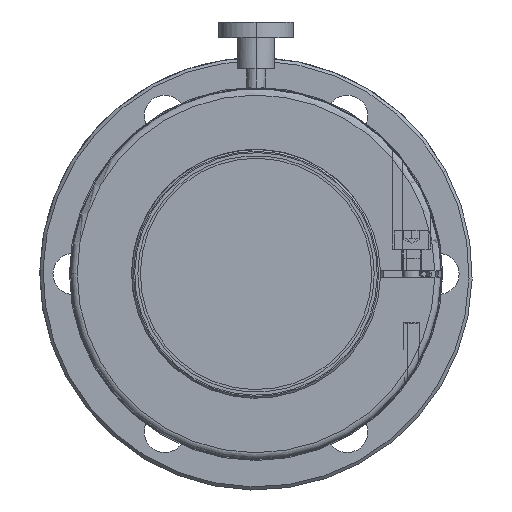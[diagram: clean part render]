
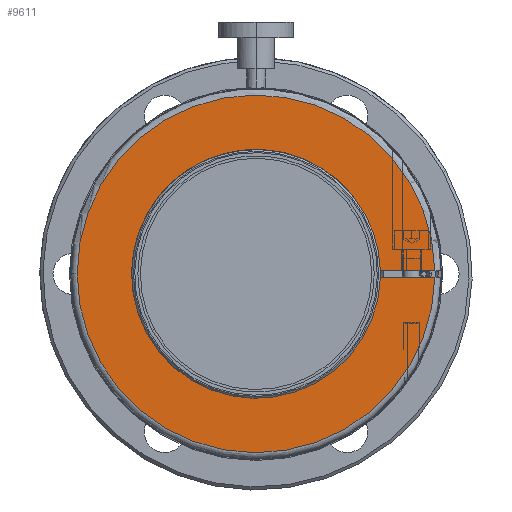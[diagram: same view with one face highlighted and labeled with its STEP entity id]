
A CAD part, front view. The second image highlights one B-rep face of the part: STEP entity #9611.
In plain terms, the highlighted planar face has unit normal (0, -1, 0).
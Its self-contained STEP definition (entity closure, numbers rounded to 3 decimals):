
#8899=AXIS2_PLACEMENT_3D('Circle Axis2P3D',#8897,#8898,$) ;
#9104=AXIS2_PLACEMENT_3D('Circle Axis2P3D',#9102,#9103,$) ;
#9332=AXIS2_PLACEMENT_3D('Circle Axis2P3D',#9330,#9331,$) ;
#9457=AXIS2_PLACEMENT_3D('Circle Axis2P3D',#9455,#9456,$) ;
#9475=AXIS2_PLACEMENT_3D('Circle Axis2P3D',#9473,#9474,$) ;
#9600=AXIS2_PLACEMENT_3D('Plane Axis2P3D',#9597,#9598,#9599) ;
#8781=CARTESIAN_POINT('Line Origine',(24.37,-860.8,0.5)) ;
#8785=CARTESIAN_POINT('Vertex',(19.994,-860.8,0.5)) ;
#8787=CARTESIAN_POINT('Vertex',(28.746,-860.8,0.5)) ;
#8897=CARTESIAN_POINT('Axis2P3D Location',(0.,-860.8,0.)) ;
#8901=CARTESIAN_POINT('Vertex',(17.552,-860.8,9.589)) ;
#9102=CARTESIAN_POINT('Axis2P3D Location',(0.,-860.8,0.)) ;
#9106=CARTESIAN_POINT('Vertex',(-17.552,-860.8,-9.589)) ;
#9162=CARTESIAN_POINT('Line Origine',(24.37,-860.8,-0.5)) ;
#9166=CARTESIAN_POINT('Vertex',(28.746,-860.8,-0.5)) ;
#9168=CARTESIAN_POINT('Vertex',(19.994,-860.8,-0.5)) ;
#9330=CARTESIAN_POINT('Axis2P3D Location',(0.,-860.8,0.)) ;
#9334=CARTESIAN_POINT('Vertex',(-28.75,-860.8,0.)) ;
#9455=CARTESIAN_POINT('Axis2P3D Location',(0.,-860.8,0.)) ;
#9473=CARTESIAN_POINT('Axis2P3D Location',(0.,-860.8,0.)) ;
#9597=CARTESIAN_POINT('Axis2P3D Location',(0.,-860.8,0.)) ;
#8782=DIRECTION('Vector Direction',(-1.,0.,0.)) ;
#8898=DIRECTION('Axis2P3D Direction',(0.,-1.,0.)) ;
#9103=DIRECTION('Axis2P3D Direction',(0.,-1.,0.)) ;
#9163=DIRECTION('Vector Direction',(1.,0.,0.)) ;
#9331=DIRECTION('Axis2P3D Direction',(0.,1.,0.)) ;
#9456=DIRECTION('Axis2P3D Direction',(0.,-1.,0.)) ;
#9474=DIRECTION('Axis2P3D Direction',(0.,1.,0.)) ;
#9598=DIRECTION('Axis2P3D Direction',(0.,1.,0.)) ;
#9599=DIRECTION('Axis2P3D XDirection',(1.,0.,0.)) ;
#8783=VECTOR('Line Direction',#8782,1.) ;
#9164=VECTOR('Line Direction',#9163,1.) ;
#9603=ORIENTED_EDGE('',*,*,#9170,.T.) ;
#9604=ORIENTED_EDGE('',*,*,#9459,.T.) ;
#9605=ORIENTED_EDGE('',*,*,#9108,.T.) ;
#9606=ORIENTED_EDGE('',*,*,#8903,.T.) ;
#9607=ORIENTED_EDGE('',*,*,#8789,.T.) ;
#9608=ORIENTED_EDGE('',*,*,#9477,.F.) ;
#9609=ORIENTED_EDGE('',*,*,#9336,.F.) ;
#9611=ADVANCED_FACE('Hauptk\X2\00F6\X0\rper',(#9610),#9601,.F.) ;
#8900=CIRCLE('generated circle',#8899,20.) ;
#9105=CIRCLE('generated circle',#9104,20.) ;
#9333=CIRCLE('generated circle',#9332,28.75) ;
#9458=CIRCLE('generated circle',#9457,20.) ;
#9476=CIRCLE('generated circle',#9475,28.75) ;
#8789=EDGE_CURVE('',#8786,#8788,#8784,.F.) ;
#8903=EDGE_CURVE('',#8902,#8786,#8900,.F.) ;
#9108=EDGE_CURVE('',#9107,#8902,#9105,.F.) ;
#9170=EDGE_CURVE('',#9167,#9169,#9165,.F.) ;
#9336=EDGE_CURVE('',#9167,#9335,#9333,.T.) ;
#9459=EDGE_CURVE('',#9169,#9107,#9458,.F.) ;
#9477=EDGE_CURVE('',#9335,#8788,#9476,.T.) ;
#9602=EDGE_LOOP('',(#9603,#9604,#9605,#9606,#9607,#9608,#9609)) ;
#9610=FACE_OUTER_BOUND('',#9602,.T.) ;
#8784=LINE('Line',#8781,#8783) ;
#9165=LINE('Line',#9162,#9164) ;
#9601=PLANE('',#9600) ;
#8786=VERTEX_POINT('',#8785) ;
#8788=VERTEX_POINT('',#8787) ;
#8902=VERTEX_POINT('',#8901) ;
#9107=VERTEX_POINT('',#9106) ;
#9167=VERTEX_POINT('',#9166) ;
#9169=VERTEX_POINT('',#9168) ;
#9335=VERTEX_POINT('',#9334) ;
